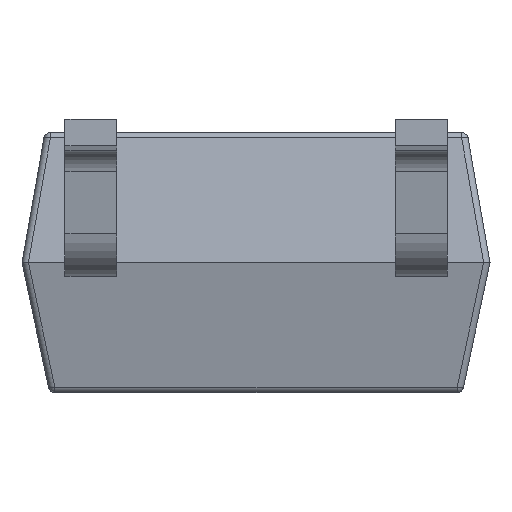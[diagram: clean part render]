
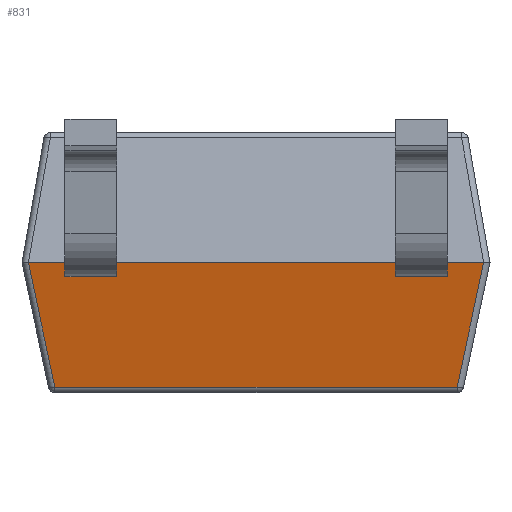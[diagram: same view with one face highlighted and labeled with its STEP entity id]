
A CAD part, left-side view. The second image highlights one B-rep face of the part: STEP entity #831.
In plain terms, the highlighted planar face has unit normal (-0.978, 0, -0.208).
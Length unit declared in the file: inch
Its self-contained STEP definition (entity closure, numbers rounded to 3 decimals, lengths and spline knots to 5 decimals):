
#185=DIRECTION('',(0.,-1.,0.));
#186=VECTOR('',#185,3.50185);
#187=CARTESIAN_POINT('',(-3.81,1.75093,0.));
#188=LINE('',#187,#186);
#272=DIRECTION('',(0.204,-0.203,-0.958));
#273=VECTOR('',#272,1.00281);
#274=CARTESIAN_POINT('',(-3.81,1.75093,0.));
#275=LINE('',#274,#273);
#276=DIRECTION('',(-0.204,-0.203,0.958));
#277=VECTOR('',#276,1.00281);
#278=CARTESIAN_POINT('',(-3.60586,-1.54695,
-0.9604));
#279=LINE('',#278,#277);
#280=DIRECTION('',(0.,-1.,0.));
#281=VECTOR('',#280,3.09391);
#282=CARTESIAN_POINT('',(-3.60586,1.54695,
-0.9604));
#283=LINE('',#282,#281);
#344=CARTESIAN_POINT('',(-3.81,1.75093,0.));
#345=VERTEX_POINT('',#344);
#356=CARTESIAN_POINT('',(-3.60586,1.54695,
-0.9604));
#357=VERTEX_POINT('',#356);
#374=CARTESIAN_POINT('',(-3.81,-1.75093,0.));
#375=VERTEX_POINT('',#374);
#388=CARTESIAN_POINT('',(-3.60586,-1.54695,
-0.9604));
#389=VERTEX_POINT('',#388);
#820=CARTESIAN_POINT('',(-3.60586,1.8,-0.9604));
#821=DIRECTION('',(-0.978,0.,-0.208));
#822=DIRECTION('',(-0.208,0.,0.978));
#823=AXIS2_PLACEMENT_3D('',#820,#821,#822);
#824=PLANE('',#823);
#825=ORIENTED_EDGE('',*,*,#812,.F.);
#826=ORIENTED_EDGE('',*,*,#672,.T.);
#827=ORIENTED_EDGE('',*,*,#497,.F.);
#828=ORIENTED_EDGE('',*,*,#405,.F.);
#829=EDGE_LOOP('',(#825,#826,#827,#828));
#830=FACE_OUTER_BOUND('',#829,.F.);
#831=ADVANCED_FACE('',(#830),#824,.T.);
#405=EDGE_CURVE('',#357,#389,#283,.T.);
#497=EDGE_CURVE('',#389,#375,#279,.T.);
#672=EDGE_CURVE('',#345,#375,#188,.T.);
#812=EDGE_CURVE('',#345,#357,#275,.T.);
